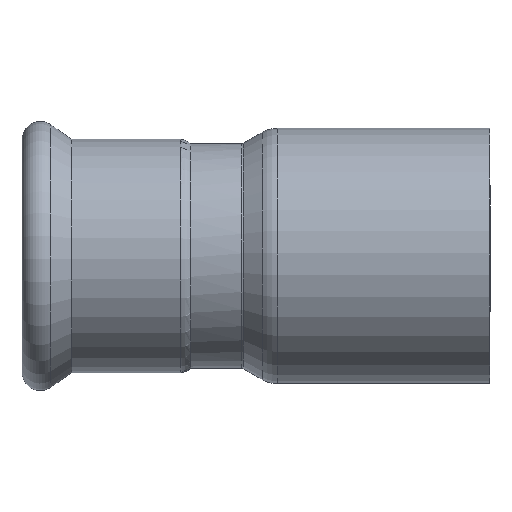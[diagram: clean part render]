
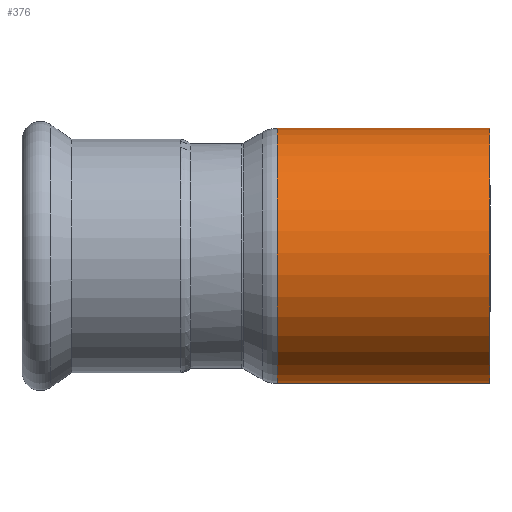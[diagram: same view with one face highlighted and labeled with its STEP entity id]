
A CAD part, front view. The second image highlights one B-rep face of the part: STEP entity #376.
In plain terms, the highlighted cylindrical face has radius 21 mm (diameter 42 mm), a full revolution.
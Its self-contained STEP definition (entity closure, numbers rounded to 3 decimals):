
#29=LINE('',#660,#42);
#42=VECTOR('',#528,21.);
#54=CYLINDRICAL_SURFACE('',#437,21.);
#65=FACE_OUTER_BOUND('',#91,.T.);
#91=EDGE_LOOP('',(#256,#257,#258,#259));
#124=CIRCLE('',#435,21.);
#126=CIRCLE('',#438,21.);
#160=VERTEX_POINT('',#654);
#161=VERTEX_POINT('',#658);
#193=EDGE_CURVE('',#160,#160,#124,.T.);
#195=EDGE_CURVE('',#161,#161,#126,.T.);
#196=EDGE_CURVE('',#161,#160,#29,.T.);
#256=ORIENTED_EDGE('',*,*,#195,.F.);
#257=ORIENTED_EDGE('',*,*,#196,.T.);
#258=ORIENTED_EDGE('',*,*,#193,.T.);
#259=ORIENTED_EDGE('',*,*,#196,.F.);
#376=ADVANCED_FACE('',(#65),#54,.T.);
#435=AXIS2_PLACEMENT_3D('',#655,#520,#521);
#437=AXIS2_PLACEMENT_3D('',#657,#524,#525);
#438=AXIS2_PLACEMENT_3D('',#659,#526,#527);
#520=DIRECTION('center_axis',(1.,0.,0.));
#521=DIRECTION('ref_axis',(0.,-1.,0.));
#524=DIRECTION('center_axis',(1.,0.,0.));
#525=DIRECTION('ref_axis',(0.,-0.479,0.878));
#526=DIRECTION('center_axis',(1.,0.,0.));
#527=DIRECTION('ref_axis',(0.,-1.,0.));
#528=DIRECTION('',(-1.,0.,0.));
#654=CARTESIAN_POINT('',(13.45,10.068,-18.429));
#655=CARTESIAN_POINT('Origin',(13.45,0.,0.));
#657=CARTESIAN_POINT('Origin',(-1.55,0.,0.));
#658=CARTESIAN_POINT('',(48.45,10.068,-18.429));
#659=CARTESIAN_POINT('Origin',(48.45,0.,0.));
#660=CARTESIAN_POINT('',(-1.55,10.068,-18.429));
